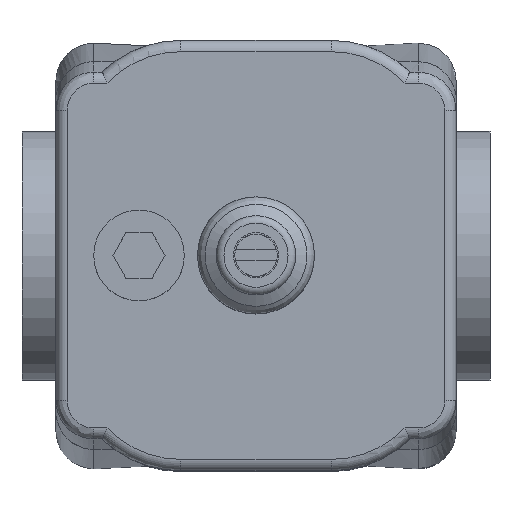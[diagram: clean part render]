
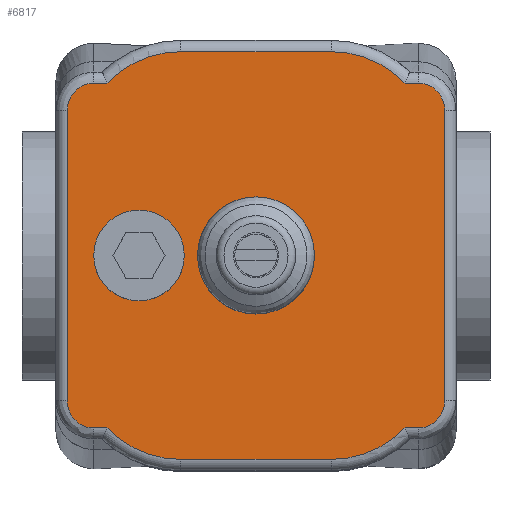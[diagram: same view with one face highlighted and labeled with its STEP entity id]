
A CAD part, top view. The second image highlights one B-rep face of the part: STEP entity #6817.
In plain terms, the highlighted planar face has unit normal (0, 0, 1).
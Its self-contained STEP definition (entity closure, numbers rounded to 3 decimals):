
#497=CARTESIAN_POINT('',(-9.5,0.,34.0));
#498=VERTEX_POINT('',#497);
#499=CARTESIAN_POINT('',(-15.5,0.0,34.0));
#500=DIRECTION('',(0.0,0.0,-1.0));
#501=DIRECTION('',(-1.0,0.0,0.0));
#502=AXIS2_PLACEMENT_3D('',#499,#500,#501);
#503=CIRCLE('',#502,6.);
#504=EDGE_CURVE('',#498,#498,#503,.T.);
#542=CARTESIAN_POINT('',(7.75,0.0,34.0));
#543=VERTEX_POINT('',#542);
#544=CARTESIAN_POINT('',(0.,0.0,34.0));
#545=DIRECTION('',(0.0,0.0,-1.0));
#546=DIRECTION('',(1.0,0.0,0.0));
#547=AXIS2_PLACEMENT_3D('',#544,#545,#546);
#548=CIRCLE('',#547,7.75);
#549=EDGE_CURVE('',#543,#543,#548,.T.);
#6060=CARTESIAN_POINT('',(21.5,-22.845,34.0));
#6061=VERTEX_POINT('',#6060);
#6070=CARTESIAN_POINT('',(25.,-19.226,34.0));
#6071=VERTEX_POINT('',#6070);
#6079=CARTESIAN_POINT('',(25.,-19.226,34.0));
#6080=CARTESIAN_POINT('',(25.,-20.021,34.0));
#6081=CARTESIAN_POINT('',(24.563,-21.35,34.));
#6082=CARTESIAN_POINT('',(23.097,-22.588,34.));
#6083=CARTESIAN_POINT('',(22.03,-22.845,34.0));
#6084=CARTESIAN_POINT('',(21.5,-22.845,34.0));
#6085=B_SPLINE_CURVE_WITH_KNOTS('',3,(#6079,#6080,#6081,#6082,#6083,#6084),.UNSPECIFIED.,.F.,.U.,(4,1,1,4),(0.0,0.238,0.397,0.556),.UNSPECIFIED.);
#6086=EDGE_CURVE('',#6071,#6061,#6085,.T.);
#6096=CARTESIAN_POINT('',(25.,19.226,34.0));
#6097=VERTEX_POINT('',#6096);
#6105=CARTESIAN_POINT('',(25.,19.226,34.0));
#6106=DIRECTION('',(0.0,-1.0,0.0));
#6107=VECTOR('',#6106,38.451);
#6108=LINE('',#6105,#6107);
#6109=EDGE_CURVE('',#6097,#6071,#6108,.T.);
#6123=CARTESIAN_POINT('',(19.742,-22.845,34.0));
#6124=VERTEX_POINT('',#6123);
#6125=CARTESIAN_POINT('',(21.5,-22.845,34.0));
#6126=DIRECTION('',(-1.0,0.0,0.0));
#6127=VECTOR('',#6126,1.758);
#6128=LINE('',#6125,#6127);
#6129=EDGE_CURVE('',#6061,#6124,#6128,.T.);
#6177=CARTESIAN_POINT('',(21.5,22.845,34.0));
#6178=VERTEX_POINT('',#6177);
#6186=CARTESIAN_POINT('',(21.5,22.845,34.0));
#6187=CARTESIAN_POINT('',(22.294,22.845,34.0));
#6188=CARTESIAN_POINT('',(24.161,22.151,34.0));
#6189=CARTESIAN_POINT('',(25.0,20.284,34.0));
#6190=CARTESIAN_POINT('',(25.,19.226,34.0));
#6191=B_SPLINE_CURVE_WITH_KNOTS('',3,(#6186,#6187,#6188,#6189,#6190),.UNSPECIFIED.,.F.,.U.,(4,1,4),(0.0,0.238,0.556),.UNSPECIFIED.);
#6192=EDGE_CURVE('',#6178,#6097,#6191,.T.);
#6202=CARTESIAN_POINT('',(10.0,-27.,34.0));
#6203=VERTEX_POINT('',#6202);
#6220=CARTESIAN_POINT('',(10.0,-13.5,34.0));
#6221=DIRECTION('',(0.0,0.0,-1.0));
#6222=DIRECTION('',(0.387,-0.922,0.0));
#6223=AXIS2_PLACEMENT_3D('',#6220,#6221,#6222);
#6224=CIRCLE('',#6223,13.5);
#6225=EDGE_CURVE('',#6124,#6203,#6224,.T.);
#6235=CARTESIAN_POINT('',(19.742,22.845,34.0));
#6236=VERTEX_POINT('',#6235);
#6237=CARTESIAN_POINT('',(19.742,22.845,34.0));
#6238=DIRECTION('',(1.0,0.0,0.0));
#6239=VECTOR('',#6238,1.758);
#6240=LINE('',#6237,#6239);
#6241=EDGE_CURVE('',#6236,#6178,#6240,.T.);
#6268=CARTESIAN_POINT('',(-10.0,-27.,34.0));
#6269=VERTEX_POINT('',#6268);
#6279=CARTESIAN_POINT('',(10.0,-27.,34.0));
#6280=DIRECTION('',(-1.0,0.0,0.0));
#6281=VECTOR('',#6280,20.0);
#6282=LINE('',#6279,#6281);
#6283=EDGE_CURVE('',#6203,#6269,#6282,.T.);
#6295=CARTESIAN_POINT('',(-19.742,-22.845,34.0));
#6296=VERTEX_POINT('',#6295);
#6297=CARTESIAN_POINT('',(-10.,-13.5,34.0));
#6298=DIRECTION('',(0.0,0.0,-1.));
#6299=DIRECTION('',(-0.387,-0.922,0.0));
#6300=AXIS2_PLACEMENT_3D('',#6297,#6298,#6299);
#6301=CIRCLE('',#6300,13.5);
#6302=EDGE_CURVE('',#6269,#6296,#6301,.T.);
#6328=CARTESIAN_POINT('',(-21.5,-22.845,34.0));
#6329=VERTEX_POINT('',#6328);
#6339=CARTESIAN_POINT('',(-19.742,-22.845,34.0));
#6340=DIRECTION('',(-1.0,0.0,0.0));
#6341=VECTOR('',#6340,1.758);
#6342=LINE('',#6339,#6341);
#6343=EDGE_CURVE('',#6296,#6329,#6342,.T.);
#6374=CARTESIAN_POINT('',(-25.,-19.226,34.0));
#6375=VERTEX_POINT('',#6374);
#6385=CARTESIAN_POINT('',(-21.5,-22.845,34.0));
#6386=CARTESIAN_POINT('',(-22.295,-22.845,34.0));
#6387=CARTESIAN_POINT('',(-24.166,-22.145,34.0));
#6388=CARTESIAN_POINT('',(-25.,-20.286,34.0));
#6389=CARTESIAN_POINT('',(-25.,-19.226,34.0));
#6390=B_SPLINE_CURVE_WITH_KNOTS('',3,(#6385,#6386,#6387,#6388,#6389),.UNSPECIFIED.,.F.,.U.,(4,1,4),(0.0,0.238,0.556),.UNSPECIFIED.);
#6391=EDGE_CURVE('',#6329,#6375,#6390,.T.);
#6401=CARTESIAN_POINT('',(-25.,19.226,34.0));
#6402=VERTEX_POINT('',#6401);
#6419=CARTESIAN_POINT('',(-25.,-19.226,34.0));
#6420=DIRECTION('',(0.0,1.0,0.0));
#6421=VECTOR('',#6420,38.451);
#6422=LINE('',#6419,#6421);
#6423=EDGE_CURVE('',#6375,#6402,#6422,.T.);
#6435=CARTESIAN_POINT('',(-21.5,22.845,34.0));
#6436=VERTEX_POINT('',#6435);
#6444=CARTESIAN_POINT('',(-19.742,22.845,34.0));
#6445=VERTEX_POINT('',#6444);
#6446=CARTESIAN_POINT('',(-21.5,22.845,34.0));
#6447=DIRECTION('',(1.0,0.0,0.0));
#6448=VECTOR('',#6447,1.758);
#6449=LINE('',#6446,#6448);
#6450=EDGE_CURVE('',#6436,#6445,#6449,.T.);
#6483=CARTESIAN_POINT('',(10.0,27.,34.0));
#6484=VERTEX_POINT('',#6483);
#6493=CARTESIAN_POINT('',(-10.0,27.,34.0));
#6494=VERTEX_POINT('',#6493);
#6502=CARTESIAN_POINT('',(-10.0,27.,34.0));
#6503=DIRECTION('',(1.0,0.0,0.0));
#6504=VECTOR('',#6503,20.0);
#6505=LINE('',#6502,#6504);
#6506=EDGE_CURVE('',#6494,#6484,#6505,.T.);
#6516=CARTESIAN_POINT('',(-10.,13.5,34.0));
#6517=DIRECTION('',(0.0,0.0,-1.0));
#6518=DIRECTION('',(-0.387,0.922,0.0));
#6519=AXIS2_PLACEMENT_3D('',#6516,#6517,#6518);
#6520=CIRCLE('',#6519,13.5);
#6521=EDGE_CURVE('',#6445,#6494,#6520,.T.);
#6588=CARTESIAN_POINT('',(-25.,19.226,34.0));
#6589=CARTESIAN_POINT('',(-25.,20.019,34.0));
#6590=CARTESIAN_POINT('',(-24.559,21.356,34.));
#6591=CARTESIAN_POINT('',(-23.094,22.587,34.));
#6592=CARTESIAN_POINT('',(-22.029,22.845,34.0));
#6593=CARTESIAN_POINT('',(-21.5,22.845,34.0));
#6594=B_SPLINE_CURVE_WITH_KNOTS('',3,(#6588,#6589,#6590,#6591,#6592,#6593),.UNSPECIFIED.,.F.,.U.,(4,1,1,4),(0.,0.238,0.397,0.556),.UNSPECIFIED.);
#6595=EDGE_CURVE('',#6402,#6436,#6594,.T.);
#6613=CARTESIAN_POINT('',(10.0,13.5,34.0));
#6614=DIRECTION('',(0.0,0.0,-1.));
#6615=DIRECTION('',(0.387,0.922,0.0));
#6616=AXIS2_PLACEMENT_3D('',#6613,#6614,#6615);
#6617=CIRCLE('',#6616,13.5);
#6618=EDGE_CURVE('',#6484,#6236,#6617,.T.);
#6788=CARTESIAN_POINT('',(0.,0.,34.0));
#6789=DIRECTION('',(0.0,0.0,1.0));
#6790=DIRECTION('',(1.0,0.0,0.0));
#6791=AXIS2_PLACEMENT_3D('',#6788,#6789,#6790);
#6792=PLANE('',#6791);
#6793=ORIENTED_EDGE('',*,*,#6506,.F.);
#6794=ORIENTED_EDGE('',*,*,#6521,.F.);
#6795=ORIENTED_EDGE('',*,*,#6450,.F.);
#6796=ORIENTED_EDGE('',*,*,#6595,.F.);
#6797=ORIENTED_EDGE('',*,*,#6423,.F.);
#6798=ORIENTED_EDGE('',*,*,#6391,.F.);
#6799=ORIENTED_EDGE('',*,*,#6343,.F.);
#6800=ORIENTED_EDGE('',*,*,#6302,.F.);
#6801=ORIENTED_EDGE('',*,*,#6283,.F.);
#6802=ORIENTED_EDGE('',*,*,#6225,.F.);
#6803=ORIENTED_EDGE('',*,*,#6129,.F.);
#6804=ORIENTED_EDGE('',*,*,#6086,.F.);
#6805=ORIENTED_EDGE('',*,*,#6109,.F.);
#6806=ORIENTED_EDGE('',*,*,#6192,.F.);
#6807=ORIENTED_EDGE('',*,*,#6241,.F.);
#6808=ORIENTED_EDGE('',*,*,#6618,.F.);
#6809=EDGE_LOOP('',(#6793,#6794,#6795,#6796,#6797,#6798,#6799,#6800,#6801,#6802,#6803,#6804,#6805,#6806,#6807,#6808));
#6810=FACE_OUTER_BOUND('',#6809,.T.);
#6811=ORIENTED_EDGE('',*,*,#504,.T.);
#6812=EDGE_LOOP('',(#6811));
#6813=FACE_BOUND('',#6812,.T.);
#6814=ORIENTED_EDGE('',*,*,#549,.T.);
#6815=EDGE_LOOP('',(#6814));
#6816=FACE_BOUND('',#6815,.T.);
#6817=ADVANCED_FACE('',(#6810,#6813,#6816),#6792,.T.);
